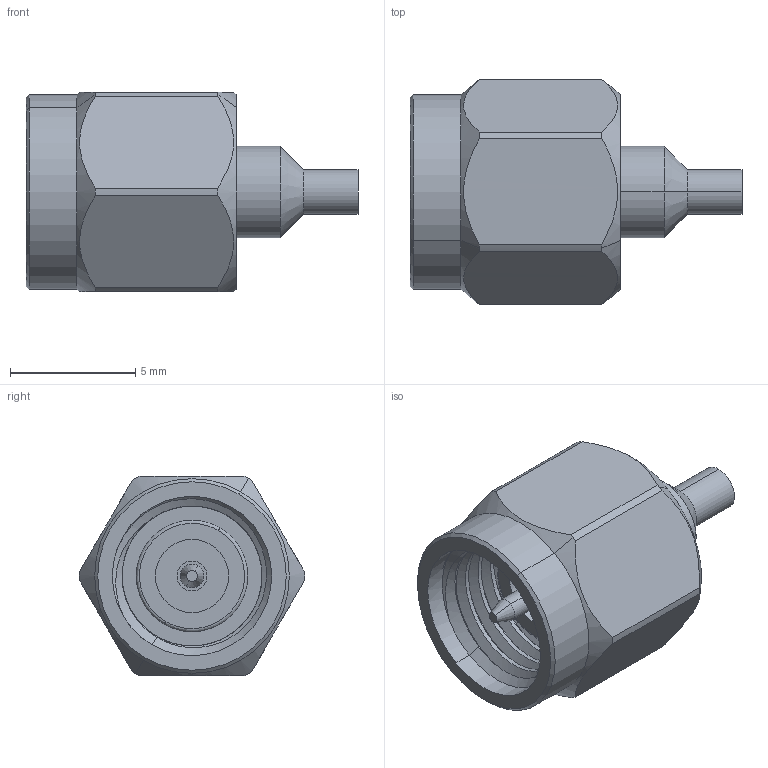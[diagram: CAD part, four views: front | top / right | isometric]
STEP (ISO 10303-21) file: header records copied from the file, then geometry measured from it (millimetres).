
FILE_DESCRIPTION (( 'STEP AP214' ), '1' );
FILE_NAME ('FMCN5345_3D.step', '2025-07-08T16:18:27', ( '' ), ( '' ), 'SwSTEP 2.0', 'SolidWorks 2022', '' );
FILE_SCHEMA (( 'AUTOMOTIVE_DESIGN' ));
Length unit declared in the file: inch
Products named in the file (1): FMCN5345_3D
Bounding box: 13.23 x 8.99 x 7.94 mm (x, y, z)
Volume: 343.2 mm3; surface area: 571.9 mm2
Topology: 1 solids, 1 shells, 72 faces, 171 edges, 108 vertices
Faces by surface type: cylinder 37, cone 15, plane 15, bspline 5
Entity records: 3371 total; most frequent: CARTESIAN_POINT 1754, ORIENTED_EDGE 342, DIRECTION 317, EDGE_CURVE 171, AXIS2_PLACEMENT_3D 130, VERTEX_POINT 108, EDGE_LOOP 79, FACE_OUTER_BOUND 72
